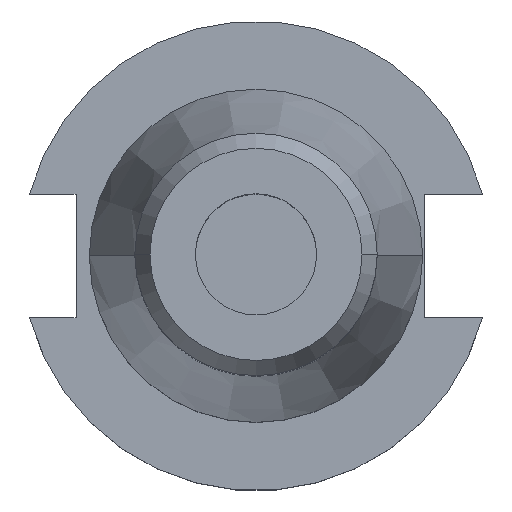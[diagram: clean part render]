
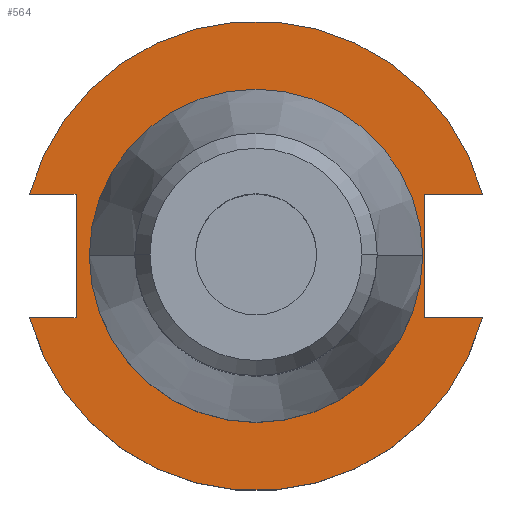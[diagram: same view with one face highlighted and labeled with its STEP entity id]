
A CAD part, top view. The second image highlights one B-rep face of the part: STEP entity #564.
In plain terms, the highlighted planar face has unit normal (0, 0, 1).
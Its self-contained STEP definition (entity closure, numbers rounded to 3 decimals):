
#10 = DIRECTION ( 'NONE',  ( 1., 0., 0. ) ) ;
#13 = CARTESIAN_POINT ( 'NONE',  ( -37.719, 12.954, 19.05 ) ) ;
#24 = ORIENTED_EDGE ( 'NONE', *, *, #342, .F. ) ;
#73 = CARTESIAN_POINT ( 'NONE',  ( 0., 0., 19.05 ) ) ;
#82 = DIRECTION ( 'NONE',  ( 1., 0., 0. ) ) ;
#83 = CIRCLE ( 'NONE', #482, 34.925 ) ;
#87 = DIRECTION ( 'NONE',  ( 1., 0., 0. ) ) ;
#94 = VERTEX_POINT ( 'NONE', #329 ) ;
#103 = CIRCLE ( 'NONE', #184, 49.212 ) ;
#154 = VECTOR ( 'NONE', #1391, 1000. ) ;
#157 = ORIENTED_EDGE ( 'NONE', *, *, #240, .F. ) ;
#184 = AXIS2_PLACEMENT_3D ( 'NONE', #1598, #1484, #87 ) ;
#238 = CARTESIAN_POINT ( 'NONE',  ( 0., 0., 19.05 ) ) ;
#240 = EDGE_CURVE ( 'NONE', #319, #1563, #83, .T. ) ;
#241 = DIRECTION ( 'NONE',  ( -1., 0., 0. ) ) ;
#245 = CARTESIAN_POINT ( 'NONE',  ( 35.306, -12.954, 19.05 ) ) ;
#247 = CARTESIAN_POINT ( 'NONE',  ( 35.306, 12.954, 19.05 ) ) ;
#255 = DIRECTION ( 'NONE',  ( 0., -1., 0. ) ) ;
#296 = LINE ( 'NONE', #245, #154 ) ;
#319 = VERTEX_POINT ( 'NONE', #1332 ) ;
#329 = CARTESIAN_POINT ( 'NONE',  ( -47.477, -12.954, 19.05 ) ) ;
#342 = EDGE_CURVE ( 'NONE', #965, #353, #615, .T. ) ;
#353 = VERTEX_POINT ( 'NONE', #247 ) ;
#360 = ORIENTED_EDGE ( 'NONE', *, *, #749, .F. ) ;
#388 = CARTESIAN_POINT ( 'NONE',  ( 35.306, -12.954, 19.05 ) ) ;
#423 = AXIS2_PLACEMENT_3D ( 'NONE', #853, #1342, #82 ) ;
#438 = EDGE_CURVE ( 'NONE', #353, #842, #612, .T. ) ;
#449 = CARTESIAN_POINT ( 'NONE',  ( 0., 49.212, 19.05 ) ) ;
#465 = EDGE_CURVE ( 'NONE', #1563, #319, #1595, .T. ) ;
#480 = DIRECTION ( 'NONE',  ( 0., 0., 1. ) ) ;
#482 = AXIS2_PLACEMENT_3D ( 'NONE', #73, #480, #857 ) ;
#564 = ADVANCED_FACE ( 'NONE', ( #1257, #813 ), #1582, .T. ) ;
#577 = ORIENTED_EDGE ( 'NONE', *, *, #1354, .F. ) ;
#586 = CARTESIAN_POINT ( 'NONE',  ( -34.925, 0., 19.05 ) ) ;
#593 = ORIENTED_EDGE ( 'NONE', *, *, #745, .T. ) ;
#594 = CARTESIAN_POINT ( 'NONE',  ( -63.719, 12.954, 19.05 ) ) ;
#612 = LINE ( 'NONE', #1248, #1305 ) ;
#615 = LINE ( 'NONE', #875, #1506 ) ;
#631 = CARTESIAN_POINT ( 'NONE',  ( -37.719, 12.954, 19.05 ) ) ;
#667 = EDGE_CURVE ( 'NONE', #94, #1008, #103, .T. ) ;
#745 = EDGE_CURVE ( 'NONE', #965, #1328, #907, .T. ) ;
#749 = EDGE_CURVE ( 'NONE', #842, #1008, #296, .T. ) ;
#750 = DIRECTION ( 'NONE',  ( 0., 0., 1. ) ) ;
#801 = ORIENTED_EDGE ( 'NONE', *, *, #465, .F. ) ;
#813 = FACE_OUTER_BOUND ( 'NONE', #1527, .T. ) ;
#836 = DIRECTION ( 'NONE',  ( 1., 0., 0. ) ) ;
#842 = VERTEX_POINT ( 'NONE', #388 ) ;
#853 = CARTESIAN_POINT ( 'NONE',  ( 0., 0., 19.05 ) ) ;
#857 = DIRECTION ( 'NONE',  ( 1., 0., 0. ) ) ;
#875 = CARTESIAN_POINT ( 'NONE',  ( 35.306, 12.954, 19.05 ) ) ;
#907 = CIRCLE ( 'NONE', #1097, 49.212 ) ;
#965 = VERTEX_POINT ( 'NONE', #1151 ) ;
#970 = EDGE_CURVE ( 'NONE', #94, #1020, #1510, .T. ) ;
#1007 = ORIENTED_EDGE ( 'NONE', *, *, #970, .F. ) ;
#1008 = VERTEX_POINT ( 'NONE', #1294 ) ;
#1020 = VERTEX_POINT ( 'NONE', #1068 ) ;
#1038 = CARTESIAN_POINT ( 'NONE',  ( -47.477, 12.954, 19.05 ) ) ;
#1040 = ORIENTED_EDGE ( 'NONE', *, *, #438, .F. ) ;
#1068 = CARTESIAN_POINT ( 'NONE',  ( -37.719, -12.954, 19.05 ) ) ;
#1094 = LINE ( 'NONE', #594, #1178 ) ;
#1097 = AXIS2_PLACEMENT_3D ( 'NONE', #238, #750, #1517 ) ;
#1099 = VERTEX_POINT ( 'NONE', #631 ) ;
#1151 = CARTESIAN_POINT ( 'NONE',  ( 47.477, 12.954, 19.05 ) ) ;
#1178 = VECTOR ( 'NONE', #1444, 1000. ) ;
#1248 = CARTESIAN_POINT ( 'NONE',  ( 35.306, 12.954, 19.05 ) ) ;
#1257 = FACE_BOUND ( 'NONE', #1271, .T. ) ;
#1259 = LINE ( 'NONE', #13, #1368 ) ;
#1271 = EDGE_LOOP ( 'NONE', ( #157, #801 ) ) ;
#1294 = CARTESIAN_POINT ( 'NONE',  ( 47.477, -12.954, 19.05 ) ) ;
#1305 = VECTOR ( 'NONE', #255, 1000. ) ;
#1317 = DIRECTION ( 'NONE',  ( 0., 0., 1. ) ) ;
#1328 = VERTEX_POINT ( 'NONE', #1038 ) ;
#1332 = CARTESIAN_POINT ( 'NONE',  ( 34.925, 0., 19.05 ) ) ;
#1342 = DIRECTION ( 'NONE',  ( 0., 0., 1. ) ) ;
#1354 = EDGE_CURVE ( 'NONE', #1020, #1099, #1259, .T. ) ;
#1368 = VECTOR ( 'NONE', #1408, 1000. ) ;
#1371 = ORIENTED_EDGE ( 'NONE', *, *, #667, .T. ) ;
#1391 = DIRECTION ( 'NONE',  ( 1., 0., 0. ) ) ;
#1408 = DIRECTION ( 'NONE',  ( 0., 1., 0. ) ) ;
#1444 = DIRECTION ( 'NONE',  ( -1., 0., 0. ) ) ;
#1461 = ORIENTED_EDGE ( 'NONE', *, *, #1550, .F. ) ;
#1467 = VECTOR ( 'NONE', #10, 1000. ) ;
#1484 = DIRECTION ( 'NONE',  ( 0., 0., 1. ) ) ;
#1506 = VECTOR ( 'NONE', #241, 1000. ) ;
#1510 = LINE ( 'NONE', #1526, #1467 ) ;
#1514 = AXIS2_PLACEMENT_3D ( 'NONE', #449, #1317, #836 ) ;
#1517 = DIRECTION ( 'NONE',  ( 1., 0., 0. ) ) ;
#1526 = CARTESIAN_POINT ( 'NONE',  ( -63.719, -12.954, 19.05 ) ) ;
#1527 = EDGE_LOOP ( 'NONE', ( #1371, #360, #1040, #24, #593, #1461, #577, #1007 ) ) ;
#1550 = EDGE_CURVE ( 'NONE', #1099, #1328, #1094, .T. ) ;
#1563 = VERTEX_POINT ( 'NONE', #586 ) ;
#1582 = PLANE ( 'NONE',  #1514 ) ;
#1595 = CIRCLE ( 'NONE', #423, 34.925 ) ;
#1598 = CARTESIAN_POINT ( 'NONE',  ( 0., 0., 19.05 ) ) ;
